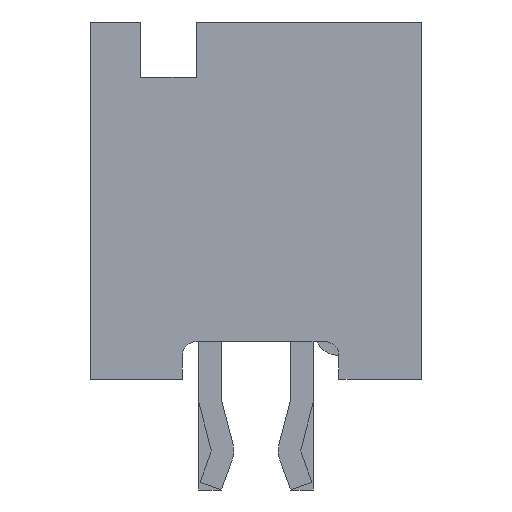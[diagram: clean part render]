
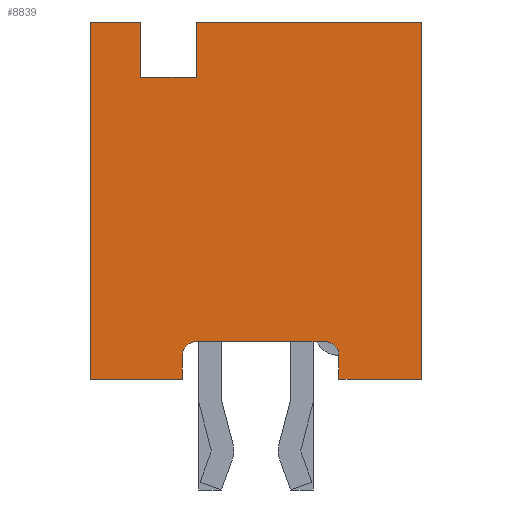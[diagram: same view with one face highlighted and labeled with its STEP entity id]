
A CAD part, left-side view. The second image highlights one B-rep face of the part: STEP entity #8839.
In plain terms, the highlighted planar face has unit normal (-1, 0, 0).
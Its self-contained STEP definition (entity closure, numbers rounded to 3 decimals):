
#50=DIRECTION('',(0.,1.,0.));
#51=VECTOR('',#50,1.397);
#52=CARTESIAN_POINT('',(-19.05,3.175,0.));
#53=LINE('',#52,#51);
#98=DIRECTION('',(0.,1.,0.));
#99=VECTOR('',#98,6.223);
#100=CARTESIAN_POINT('',(-19.05,-4.572,0.));
#101=LINE('',#100,#99);
#2462=DIRECTION('',(0.,1.,0.));
#2463=VECTOR('',#2462,2.286);
#2464=CARTESIAN_POINT('',(-19.05,-4.572,-9.855));
#2465=LINE('',#2464,#2463);
#2486=DIRECTION('',(0.,1.,0.));
#2487=VECTOR('',#2486,2.54);
#2488=CARTESIAN_POINT('',(-19.05,2.032,-9.855));
#2489=LINE('',#2488,#2487);
#2626=DIRECTION('',(0.,0.,-1.));
#2627=VECTOR('',#2626,1.524);
#2628=CARTESIAN_POINT('',(-19.05,1.651,0.));
#2629=LINE('',#2628,#2627);
#2630=DIRECTION('',(0.,0.,1.));
#2631=VECTOR('',#2630,0.66);
#2632=CARTESIAN_POINT('',(-19.05,-2.286,-9.855));
#2633=LINE('',#2632,#2631);
#2634=CARTESIAN_POINT('',(-19.05,-1.905,-9.195));
#2635=DIRECTION('',(1.,0.,0.));
#2636=DIRECTION('',(0.,0.,1.));
#2637=AXIS2_PLACEMENT_3D('',#2634,#2635,#2636);
#2639=DIRECTION('',(0.,-1.,0.));
#2640=VECTOR('',#2639,3.556);
#2641=CARTESIAN_POINT('',(-19.05,1.651,-8.814));
#2642=LINE('',#2641,#2640);
#2643=CARTESIAN_POINT('',(-19.05,1.651,-9.195));
#2644=DIRECTION('',(1.,0.,0.));
#2645=DIRECTION('',(0.,1.,0.));
#2646=AXIS2_PLACEMENT_3D('',#2643,#2644,#2645);
#2648=DIRECTION('',(0.,0.,1.));
#2649=VECTOR('',#2648,0.66);
#2650=CARTESIAN_POINT('',(-19.05,2.032,-9.855));
#2651=LINE('',#2650,#2649);
#2652=DIRECTION('',(0.,0.,1.));
#2653=VECTOR('',#2652,9.855);
#2654=CARTESIAN_POINT('',(-19.05,4.572,-9.855));
#2655=LINE('',#2654,#2653);
#2656=DIRECTION('',(0.,0.,-1.));
#2657=VECTOR('',#2656,1.524);
#2658=CARTESIAN_POINT('',(-19.05,3.175,0.));
#2659=LINE('',#2658,#2657);
#2660=DIRECTION('',(0.,1.,0.));
#2661=VECTOR('',#2660,1.524);
#2662=CARTESIAN_POINT('',(-19.05,1.651,-1.524));
#2663=LINE('',#2662,#2661);
#2672=DIRECTION('',(0.,0.,1.));
#2673=VECTOR('',#2672,9.855);
#2674=CARTESIAN_POINT('',(-19.05,-4.572,-9.855));
#2675=LINE('',#2674,#2673);
#3746=CARTESIAN_POINT('',(-19.05,4.572,-9.855));
#3747=CARTESIAN_POINT('',(-19.05,4.572,0.));
#3748=VERTEX_POINT('',#3746);
#3749=VERTEX_POINT('',#3747);
#3750=CARTESIAN_POINT('',(-19.05,-4.572,-9.855));
#3751=CARTESIAN_POINT('',(-19.05,-4.572,0.));
#3752=VERTEX_POINT('',#3750);
#3753=VERTEX_POINT('',#3751);
#3790=CARTESIAN_POINT('',(-19.05,2.032,-9.855));
#3791=CARTESIAN_POINT('',(-19.05,2.032,-9.195));
#3792=VERTEX_POINT('',#3790);
#3793=VERTEX_POINT('',#3791);
#3794=CARTESIAN_POINT('',(-19.05,1.651,-8.814));
#3795=VERTEX_POINT('',#3794);
#3796=CARTESIAN_POINT('',(-19.05,-1.905,-8.814));
#3797=VERTEX_POINT('',#3796);
#3798=CARTESIAN_POINT('',(-19.05,-2.286,-9.195));
#3799=VERTEX_POINT('',#3798);
#3800=CARTESIAN_POINT('',(-19.05,-2.286,-9.855));
#3801=VERTEX_POINT('',#3800);
#3838=CARTESIAN_POINT('',(-19.05,1.651,0.));
#3839=CARTESIAN_POINT('',(-19.05,1.651,-1.524));
#3840=VERTEX_POINT('',#3838);
#3841=VERTEX_POINT('',#3839);
#3842=CARTESIAN_POINT('',(-19.05,3.175,-1.524));
#3843=VERTEX_POINT('',#3842);
#3844=CARTESIAN_POINT('',(-19.05,3.175,0.));
#3845=VERTEX_POINT('',#3844);
#8815=CARTESIAN_POINT('',(-19.05,4.572,0.));
#8816=DIRECTION('',(-1.,0.,0.));
#8817=DIRECTION('',(0.,-1.,0.));
#8818=AXIS2_PLACEMENT_3D('',#8815,#8816,#8817);
#8819=PLANE('',#8818);
#8820=ORIENTED_EDGE('',*,*,#8732,.F.);
#8821=ORIENTED_EDGE('',*,*,#5020,.F.);
#8823=ORIENTED_EDGE('',*,*,#8822,.F.);
#8824=ORIENTED_EDGE('',*,*,#8593,.T.);
#8825=ORIENTED_EDGE('',*,*,#8651,.T.);
#8826=ORIENTED_EDGE('',*,*,#8690,.F.);
#8827=ORIENTED_EDGE('',*,*,#5857,.F.);
#8829=ORIENTED_EDGE('',*,*,#8828,.F.);
#8831=ORIENTED_EDGE('',*,*,#8830,.F.);
#8832=ORIENTED_EDGE('',*,*,#8621,.T.);
#8833=ORIENTED_EDGE('',*,*,#5257,.T.);
#8834=ORIENTED_EDGE('',*,*,#4980,.F.);
#8835=ORIENTED_EDGE('',*,*,#5436,.T.);
#8836=ORIENTED_EDGE('',*,*,#8794,.F.);
#8837=EDGE_LOOP('',(#8820,#8821,#8823,#8824,#8825,#8826,#8827,#8829,#8831,#8832,
#8833,#8834,#8835,#8836));
#8838=FACE_OUTER_BOUND('',#8837,.F.);
#2638=CIRCLE('',#2637,0.381);
#2647=CIRCLE('',#2646,0.381);
#4980=EDGE_CURVE('',#3845,#3749,#53,.T.);
#5020=EDGE_CURVE('',#3753,#3840,#101,.T.);
#5257=EDGE_CURVE('',#3748,#3749,#2655,.T.);
#5436=EDGE_CURVE('',#3845,#3843,#2659,.T.);
#5857=EDGE_CURVE('',#3795,#3797,#2642,.T.);
#8593=EDGE_CURVE('',#3752,#3801,#2465,.T.);
#8621=EDGE_CURVE('',#3792,#3748,#2489,.T.);
#8651=EDGE_CURVE('',#3801,#3799,#2633,.T.);
#8690=EDGE_CURVE('',#3797,#3799,#2638,.T.);
#8732=EDGE_CURVE('',#3840,#3841,#2629,.T.);
#8794=EDGE_CURVE('',#3841,#3843,#2663,.T.);
#8822=EDGE_CURVE('',#3752,#3753,#2675,.T.);
#8828=EDGE_CURVE('',#3793,#3795,#2647,.T.);
#8830=EDGE_CURVE('',#3792,#3793,#2651,.T.);
#8839=ADVANCED_FACE('',(#8838),#8819,.T.);
